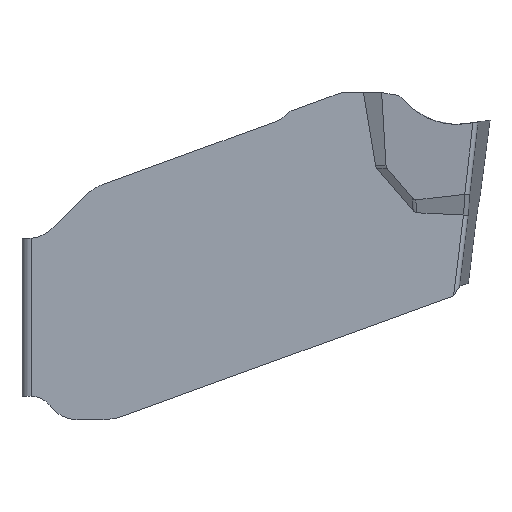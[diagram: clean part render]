
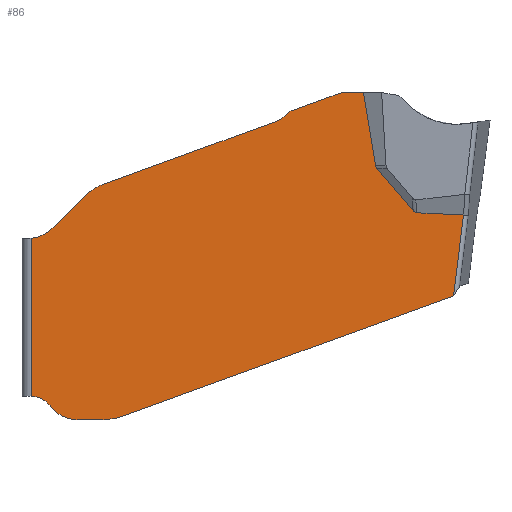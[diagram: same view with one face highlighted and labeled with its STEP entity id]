
A CAD part, left-side view. The second image highlights one B-rep face of the part: STEP entity #86.
In plain terms, the highlighted planar face has unit normal (-1, 0, 0).
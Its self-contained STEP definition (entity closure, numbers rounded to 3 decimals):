
#63=CIRCLE('',#1047,0.1);
#64=CIRCLE('',#1050,0.2);
#65=CIRCLE('',#1051,0.2);
#66=CIRCLE('',#1052,0.563);
#67=CIRCLE('',#1053,1.);
#68=CIRCLE('',#1055,0.8);
#69=CIRCLE('',#1056,0.5);
#70=CIRCLE('',#1057,0.75);
#86=ADVANCED_FACE('BODY_R_SUR',(#160),#137,.F.);
#137=PLANE('',#1059);
#160=FACE_OUTER_BOUND('',#211,.T.);
#211=EDGE_LOOP('',(#310,#311,#312,#313,#314,#315,#316,#317,#318,#319,#320,
#321,#322,#323,#324,#325,#326,#327,#328,#329,#330,#331,#332,#333,#334,#335));
#268=ELLIPSE('',#1048,0.589,0.2);
#269=ELLIPSE('',#1049,0.473,0.2);
#270=ELLIPSE('',#1054,1.32,1.);
#271=ELLIPSE('',#1058,1.46,1.);
#310=ORIENTED_EDGE('',*,*,#696,.T.);
#311=ORIENTED_EDGE('',*,*,#697,.T.);
#312=ORIENTED_EDGE('',*,*,#698,.F.);
#313=ORIENTED_EDGE('',*,*,#699,.T.);
#314=ORIENTED_EDGE('',*,*,#700,.F.);
#315=ORIENTED_EDGE('',*,*,#701,.F.);
#316=ORIENTED_EDGE('',*,*,#702,.T.);
#317=ORIENTED_EDGE('',*,*,#703,.F.);
#318=ORIENTED_EDGE('',*,*,#704,.F.);
#319=ORIENTED_EDGE('',*,*,#705,.F.);
#320=ORIENTED_EDGE('',*,*,#706,.F.);
#321=ORIENTED_EDGE('',*,*,#707,.F.);
#322=ORIENTED_EDGE('',*,*,#708,.F.);
#323=ORIENTED_EDGE('',*,*,#709,.F.);
#324=ORIENTED_EDGE('',*,*,#710,.F.);
#325=ORIENTED_EDGE('',*,*,#711,.F.);
#326=ORIENTED_EDGE('',*,*,#712,.F.);
#327=ORIENTED_EDGE('',*,*,#713,.F.);
#328=ORIENTED_EDGE('',*,*,#714,.T.);
#329=ORIENTED_EDGE('',*,*,#715,.T.);
#330=ORIENTED_EDGE('',*,*,#716,.T.);
#331=ORIENTED_EDGE('',*,*,#717,.T.);
#332=ORIENTED_EDGE('',*,*,#718,.T.);
#333=ORIENTED_EDGE('',*,*,#719,.T.);
#334=ORIENTED_EDGE('',*,*,#720,.T.);
#335=ORIENTED_EDGE('',*,*,#721,.T.);
#600=VERTEX_POINT('',#1556);
#601=VERTEX_POINT('',#1557);
#602=VERTEX_POINT('',#1559);
#603=VERTEX_POINT('',#1561);
#604=VERTEX_POINT('',#1563);
#605=VERTEX_POINT('',#1565);
#606=VERTEX_POINT('',#1567);
#607=VERTEX_POINT('',#1569);
#608=VERTEX_POINT('',#1571);
#609=VERTEX_POINT('',#1573);
#610=VERTEX_POINT('',#1575);
#611=VERTEX_POINT('',#1577);
#612=VERTEX_POINT('',#1579);
#613=VERTEX_POINT('',#1581);
#614=VERTEX_POINT('',#1583);
#615=VERTEX_POINT('',#1588);
#616=VERTEX_POINT('',#1590);
#617=VERTEX_POINT('',#1592);
#618=VERTEX_POINT('',#1594);
#619=VERTEX_POINT('',#1596);
#620=VERTEX_POINT('',#1598);
#621=VERTEX_POINT('',#1600);
#622=VERTEX_POINT('',#1602);
#623=VERTEX_POINT('',#1604);
#624=VERTEX_POINT('',#1609);
#625=VERTEX_POINT('',#1611);
#696=EDGE_CURVE('',#600,#601,#63,.T.);
#697=EDGE_CURVE('',#601,#602,#831,.T.);
#698=EDGE_CURVE('',#603,#602,#832,.T.);
#699=EDGE_CURVE('',#603,#604,#268,.T.);
#700=EDGE_CURVE('',#605,#604,#833,.T.);
#701=EDGE_CURVE('',#606,#605,#269,.T.);
#702=EDGE_CURVE('',#606,#607,#834,.T.);
#703=EDGE_CURVE('',#608,#607,#835,.T.);
#704=EDGE_CURVE('',#609,#608,#64,.T.);
#705=EDGE_CURVE('',#610,#609,#836,.T.);
#706=EDGE_CURVE('',#611,#610,#65,.T.);
#707=EDGE_CURVE('',#612,#611,#66,.T.);
#708=EDGE_CURVE('',#613,#612,#837,.T.);
#709=EDGE_CURVE('',#614,#613,#67,.T.);
#710=EDGE_CURVE('',#615,#614,#1000,.T.);
#711=EDGE_CURVE('',#616,#615,#270,.T.);
#712=EDGE_CURVE('',#617,#616,#838,.T.);
#713=EDGE_CURVE('',#618,#617,#68,.T.);
#714=EDGE_CURVE('',#618,#619,#839,.T.);
#715=EDGE_CURVE('',#619,#620,#69,.T.);
#716=EDGE_CURVE('',#620,#621,#70,.T.);
#717=EDGE_CURVE('',#621,#622,#840,.T.);
#718=EDGE_CURVE('',#622,#623,#271,.T.);
#719=EDGE_CURVE('',#623,#624,#1001,.T.);
#720=EDGE_CURVE('',#624,#625,#841,.T.);
#721=EDGE_CURVE('',#625,#600,#842,.T.);
#831=LINE('',#1558,#913);
#832=LINE('',#1560,#914);
#833=LINE('',#1564,#915);
#834=LINE('',#1568,#916);
#835=LINE('',#1570,#917);
#836=LINE('',#1574,#918);
#837=LINE('',#1580,#919);
#838=LINE('',#1591,#920);
#839=LINE('',#1595,#921);
#840=LINE('',#1601,#922);
#841=LINE('',#1610,#923);
#842=LINE('',#1612,#924);
#913=VECTOR('',#1172,1.);
#914=VECTOR('',#1173,1.);
#915=VECTOR('',#1176,1.);
#916=VECTOR('',#1179,1.);
#917=VECTOR('',#1180,1.);
#918=VECTOR('',#1183,1.);
#919=VECTOR('',#1188,1.);
#920=VECTOR('',#1193,1.);
#921=VECTOR('',#1196,1.);
#922=VECTOR('',#1201,1.);
#923=VECTOR('',#1204,1.);
#924=VECTOR('',#1205,1.);
#1000=B_SPLINE_CURVE_WITH_KNOTS('',3,(#1584,#1585,#1586,#1587),
 .UNSPECIFIED.,.F.,.F.,(4,4),(0.,1.),.UNSPECIFIED.);
#1001=B_SPLINE_CURVE_WITH_KNOTS('',3,(#1605,#1606,#1607,#1608),
 .UNSPECIFIED.,.F.,.F.,(4,4),(0.,1.),.UNSPECIFIED.);
#1047=AXIS2_PLACEMENT_3D('',#1555,#1170,#1171);
#1048=AXIS2_PLACEMENT_3D('',#1562,#1174,#1175);
#1049=AXIS2_PLACEMENT_3D('',#1566,#1177,#1178);
#1050=AXIS2_PLACEMENT_3D('',#1572,#1181,#1182);
#1051=AXIS2_PLACEMENT_3D('',#1576,#1184,#1185);
#1052=AXIS2_PLACEMENT_3D('',#1578,#1186,#1187);
#1053=AXIS2_PLACEMENT_3D('',#1582,#1189,#1190);
#1054=AXIS2_PLACEMENT_3D('',#1589,#1191,#1192);
#1055=AXIS2_PLACEMENT_3D('',#1593,#1194,#1195);
#1056=AXIS2_PLACEMENT_3D('',#1597,#1197,#1198);
#1057=AXIS2_PLACEMENT_3D('',#1599,#1199,#1200);
#1058=AXIS2_PLACEMENT_3D('',#1603,#1202,#1203);
#1059=AXIS2_PLACEMENT_3D('',#1613,#1206,#1207);
#1170=DIRECTION('',(-1.,0.,0.));
#1171=DIRECTION('',(0.,0.,-1.));
#1172=DIRECTION('',(0.,-0.122,0.993));
#1173=DIRECTION('',(0.,-0.999,-0.048));
#1174=DIRECTION('',(1.,0.,0.));
#1175=DIRECTION('',(0.,-0.083,-0.997));
#1176=DIRECTION('',(0.,-0.653,-0.758));
#1177=DIRECTION('',(-1.,0.,0.));
#1178=DIRECTION('',(0.,-1.,0.));
#1179=DIRECTION('',(0.,0.163,0.987));
#1180=DIRECTION('',(0.,-1.,0.));
#1181=DIRECTION('',(1.,0.,0.));
#1182=DIRECTION('',(0.,0.,-1.));
#1183=DIRECTION('',(0.,-0.94,0.342));
#1184=DIRECTION('',(1.,0.,0.));
#1185=DIRECTION('',(0.,0.,-1.));
#1186=DIRECTION('',(-1.,0.,0.));
#1187=DIRECTION('',(0.,0.,-1.));
#1188=DIRECTION('',(0.,-0.94,0.342));
#1189=DIRECTION('',(1.,0.,0.));
#1190=DIRECTION('',(0.,0.,-1.));
#1191=DIRECTION('',(1.,0.,0.));
#1192=DIRECTION('',(0.,0.707,-0.707));
#1193=DIRECTION('',(0.,-0.707,0.707));
#1194=DIRECTION('',(-1.,0.,0.));
#1195=DIRECTION('',(0.,0.,-1.));
#1196=DIRECTION('',(0.,0.,-1.));
#1197=DIRECTION('',(1.,0.,0.));
#1198=DIRECTION('',(0.,0.,-1.));
#1199=DIRECTION('',(-1.,0.,0.));
#1200=DIRECTION('',(0.,0.,-1.));
#1201=DIRECTION('',(0.,-1.,0.));
#1202=DIRECTION('',(-1.,0.,0.));
#1203=DIRECTION('',(0.,-1.,0.));
#1204=DIRECTION('',(0.,-0.94,0.341));
#1205=DIRECTION('',(0.,-0.94,0.342));
#1206=DIRECTION('',(1.,0.,0.));
#1207=DIRECTION('',(0.,0.,-1.));
#1555=CARTESIAN_POINT('',(-0.75,-4.158,-3.668));
#1556=CARTESIAN_POINT('',(-0.75,-4.192,-3.762));
#1557=CARTESIAN_POINT('',(-0.75,-4.221,-3.745));
#1558=CARTESIAN_POINT('',(-0.75,-4.434,-2.018));
#1559=CARTESIAN_POINT('',(-0.75,-4.433,-2.024));
#1560=CARTESIAN_POINT('',(-0.75,0.087,-1.807));
#1561=CARTESIAN_POINT('',(-0.75,-3.438,-1.976));
#1562=CARTESIAN_POINT('',(-0.75,-3.398,-1.39));
#1563=CARTESIAN_POINT('',(-0.75,-3.358,-1.928));
#1564=CARTESIAN_POINT('',(-0.75,8.678,12.047));
#1565=CARTESIAN_POINT('',(-0.75,-2.581,-1.026));
#1566=CARTESIAN_POINT('',(-0.75,-3.026,-0.958));
#1567=CARTESIAN_POINT('',(-0.75,-2.554,-0.972));
#1568=CARTESIAN_POINT('',(-0.75,-2.329,0.385));
#1569=CARTESIAN_POINT('',(-0.75,-2.294,0.6));
#1570=CARTESIAN_POINT('',(-0.75,0.,0.6));
#1571=CARTESIAN_POINT('',(-0.75,-1.888,0.6));
#1572=CARTESIAN_POINT('',(-0.75,-1.888,0.4));
#1573=CARTESIAN_POINT('',(-0.75,-1.819,0.588));
#1574=CARTESIAN_POINT('',(-0.75,-0.024,-0.066));
#1575=CARTESIAN_POINT('',(-0.75,-0.753,0.2));
#1576=CARTESIAN_POINT('',(-0.75,-0.822,0.012));
#1577=CARTESIAN_POINT('',(-0.75,-0.669,0.141));
#1578=CARTESIAN_POINT('',(-0.75,-0.24,0.506));
#1579=CARTESIAN_POINT('',(-0.75,-0.433,-0.023));
#1580=CARTESIAN_POINT('',(-0.75,-0.058,-0.16));
#1581=CARTESIAN_POINT('',(-0.75,3.281,-1.375));
#1582=CARTESIAN_POINT('',(-0.75,2.939,-2.315));
#1583=CARTESIAN_POINT('',(-0.75,3.454,-1.457));
#1584=CARTESIAN_POINT('',(-0.75,3.508,-1.494));
#1585=CARTESIAN_POINT('',(-0.75,3.491,-1.481));
#1586=CARTESIAN_POINT('',(-0.75,3.473,-1.469));
#1587=CARTESIAN_POINT('',(-0.75,3.454,-1.457));
#1588=CARTESIAN_POINT('',(-0.75,3.508,-1.494));
#1589=CARTESIAN_POINT('',(-0.75,2.985,-2.361));
#1590=CARTESIAN_POINT('',(-0.75,3.693,-1.654));
#1591=CARTESIAN_POINT('',(-0.75,1.019,1.019));
#1592=CARTESIAN_POINT('',(-0.75,4.334,-2.296));
#1593=CARTESIAN_POINT('',(-0.75,4.9,-1.73));
#1594=CARTESIAN_POINT('',(-0.75,4.8,-2.524));
#1595=CARTESIAN_POINT('',(-0.75,4.8,-8.));
#1596=CARTESIAN_POINT('',(-0.75,4.8,-5.9));
#1597=CARTESIAN_POINT('',(-0.75,4.8,-6.4));
#1598=CARTESIAN_POINT('',(-0.75,4.4,-6.1));
#1599=CARTESIAN_POINT('',(-0.75,3.8,-5.65));
#1600=CARTESIAN_POINT('',(-0.75,3.8,-6.4));
#1601=CARTESIAN_POINT('',(-0.75,0.,-6.4));
#1602=CARTESIAN_POINT('',(-0.75,3.367,-6.4));
#1603=CARTESIAN_POINT('',(-0.75,3.367,-5.4));
#1604=CARTESIAN_POINT('',(-0.75,2.981,-6.364));
#1605=CARTESIAN_POINT('',(-0.75,2.981,-6.364));
#1606=CARTESIAN_POINT('',(-0.75,2.95,-6.359));
#1607=CARTESIAN_POINT('',(-0.75,2.92,-6.35));
#1608=CARTESIAN_POINT('',(-0.75,2.891,-6.34));
#1609=CARTESIAN_POINT('',(-0.75,2.891,-6.34));
#1610=CARTESIAN_POINT('',(-0.75,-1.697,-4.674));
#1611=CARTESIAN_POINT('',(-0.75,2.89,-6.339));
#1612=CARTESIAN_POINT('',(-0.75,-1.699,-4.669));
#1613=CARTESIAN_POINT('',(-0.75,0.,0.));
